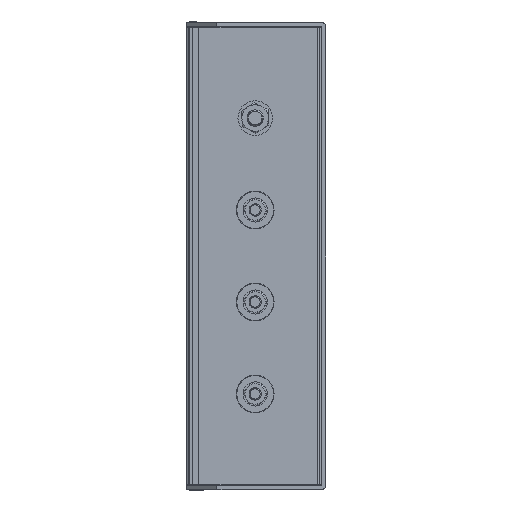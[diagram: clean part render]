
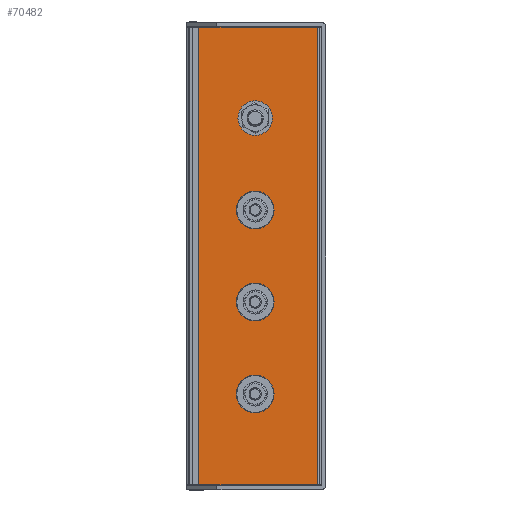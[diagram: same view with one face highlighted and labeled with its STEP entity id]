
A CAD part, left-side view. The second image highlights one B-rep face of the part: STEP entity #70482.
In plain terms, the highlighted planar face has unit normal (-1, 0, 0).
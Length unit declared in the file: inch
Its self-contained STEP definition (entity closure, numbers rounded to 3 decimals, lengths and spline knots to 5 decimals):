
#281 = ORIENTED_EDGE ( 'NONE', *, *, #56648, .F. ) ;
#1002 = CARTESIAN_POINT ( 'NONE',  ( 1.76378, 0.15748, -0.09843 ) ) ;
#1173 = CARTESIAN_POINT ( 'NONE',  ( 1.76378, 1.35827, -7.34646 ) ) ;
#1712 = VERTEX_POINT ( 'NONE', #6245 ) ;
#2357 = FACE_OUTER_BOUND ( 'NONE', #33810, .T. ) ;
#2449 = AXIS2_PLACEMENT_3D ( 'NONE', #54668, #12606, #37499 ) ;
#4930 = DIRECTION ( 'NONE',  ( 0., 1., 0. ) ) ;
#5169 = VERTEX_POINT ( 'NONE', #40855 ) ;
#5943 = CARTESIAN_POINT ( 'NONE',  ( 1.76378, 1.35827, -2.00787 ) ) ;
#6215 = LINE ( 'NONE', #67117, #33737 ) ;
#6245 = CARTESIAN_POINT ( 'NONE',  ( 1.76378, 1.35827, -3.44094 ) ) ;
#6480 = VERTEX_POINT ( 'NONE', #31706 ) ;
#8153 = AXIS2_PLACEMENT_3D ( 'NONE', #32953, #39304, #68880 ) ;
#8442 = DIRECTION ( 'NONE',  ( 1., 0., 0. ) ) ;
#9234 = EDGE_CURVE ( 'NONE', #67361, #1712, #58002, .T. ) ;
#10451 = EDGE_LOOP ( 'NONE', ( #34241, #23831 ) ) ;
#11730 = CARTESIAN_POINT ( 'NONE',  ( 1.76378, 0.12598, -0.09843 ) ) ;
#12208 = AXIS2_PLACEMENT_3D ( 'NONE', #15294, #16322, #33585 ) ;
#12606 = DIRECTION ( 'NONE',  ( 1., 0., 0. ) ) ;
#14723 = CIRCLE ( 'NONE', #12208, 0.15748 ) ;
#15294 = CARTESIAN_POINT ( 'NONE',  ( 1.76378, 1.35827, -1.85039 ) ) ;
#16322 = DIRECTION ( 'NONE',  ( 1., 0., 0. ) ) ;
#16991 = DIRECTION ( 'NONE',  ( 0., -1., 0. ) ) ;
#17153 = CARTESIAN_POINT ( 'NONE',  ( 1.76378, 2.55906, -8.91732 ) ) ;
#18178 = AXIS2_PLACEMENT_3D ( 'NONE', #63959, #27950, #46249 ) ;
#18489 = CIRCLE ( 'NONE', #31460, 0.1811 ) ;
#21424 = AXIS2_PLACEMENT_3D ( 'NONE', #51865, #52649, #39733 ) ;
#22563 = PLANE ( 'NONE',  #77026 ) ;
#23831 = ORIENTED_EDGE ( 'NONE', *, *, #32795, .T. ) ;
#25033 = DIRECTION ( 'NONE',  ( 1., 0., 0. ) ) ;
#25105 = CARTESIAN_POINT ( 'NONE',  ( 1.76378, 1.35827, -7.16535 ) ) ;
#27950 = DIRECTION ( 'NONE',  ( 1., 0., 0. ) ) ;
#28165 = CIRCLE ( 'NONE', #2449, 0.1811 ) ;
#28873 = FACE_BOUND ( 'NONE', #45015, .T. ) ;
#29789 = FACE_BOUND ( 'NONE', #49730, .T. ) ;
#31129 = DIRECTION ( 'NONE',  ( 0., 0., 1. ) ) ;
#31412 = CARTESIAN_POINT ( 'NONE',  ( 1.76378, 1.35827, -3.62205 ) ) ;
#31460 = AXIS2_PLACEMENT_3D ( 'NONE', #33579, #57360, #75804 ) ;
#31706 = CARTESIAN_POINT ( 'NONE',  ( 1.76378, 1.35827, -1.69291 ) ) ;
#32319 = ORIENTED_EDGE ( 'NONE', *, *, #49233, .F. ) ;
#32795 = EDGE_CURVE ( 'NONE', #54961, #43658, #51247, .T. ) ;
#32953 = CARTESIAN_POINT ( 'NONE',  ( 1.76378, 1.35827, -1.85039 ) ) ;
#33579 = CARTESIAN_POINT ( 'NONE',  ( 1.76378, 1.35827, -5.3937 ) ) ;
#33585 = DIRECTION ( 'NONE',  ( 0., 0., 1. ) ) ;
#33737 = VECTOR ( 'NONE', #37011, 39.37008 ) ;
#33810 = EDGE_LOOP ( 'NONE', ( #52531, #76902, #32319, #281 ) ) ;
#34229 = EDGE_CURVE ( 'NONE', #43658, #54961, #77429, .T. ) ;
#34241 = ORIENTED_EDGE ( 'NONE', *, *, #34229, .T. ) ;
#35489 = FACE_BOUND ( 'NONE', #44887, .T. ) ;
#36751 = EDGE_CURVE ( 'NONE', #1712, #67361, #38074, .T. ) ;
#37011 = DIRECTION ( 'NONE',  ( 0., 0., -1. ) ) ;
#37135 = LINE ( 'NONE', #72825, #66466 ) ;
#37499 = DIRECTION ( 'NONE',  ( 0., 0., 1. ) ) ;
#38074 = CIRCLE ( 'NONE', #21424, 0.1811 ) ;
#39304 = DIRECTION ( 'NONE',  ( 1., 0., 0. ) ) ;
#39733 = DIRECTION ( 'NONE',  ( 0., 0., 1. ) ) ;
#39827 = ORIENTED_EDGE ( 'NONE', *, *, #69826, .T. ) ;
#40065 = EDGE_CURVE ( 'NONE', #5169, #73405, #6215, .T. ) ;
#40414 = CARTESIAN_POINT ( 'NONE',  ( 1.76378, 0.12598, -8.91732 ) ) ;
#40855 = CARTESIAN_POINT ( 'NONE',  ( 1.76378, 2.55906, -0.09843 ) ) ;
#41830 = EDGE_CURVE ( 'NONE', #6480, #62906, #14723, .T. ) ;
#42797 = ORIENTED_EDGE ( 'NONE', *, *, #69120, .T. ) ;
#43594 = CARTESIAN_POINT ( 'NONE',  ( 1.76378, 1.35827, -5.2126 ) ) ;
#43658 = VERTEX_POINT ( 'NONE', #70567 ) ;
#44205 = VECTOR ( 'NONE', #4930, 39.37008 ) ;
#44887 = EDGE_LOOP ( 'NONE', ( #46799, #58165 ) ) ;
#45015 = EDGE_LOOP ( 'NONE', ( #39827, #42797 ) ) ;
#45293 = CARTESIAN_POINT ( 'NONE',  ( 1.76378, 0.15748, -0.09843 ) ) ;
#46249 = DIRECTION ( 'NONE',  ( 0., 0., 1. ) ) ;
#46799 = ORIENTED_EDGE ( 'NONE', *, *, #41830, .T. ) ;
#48529 = DIRECTION ( 'NONE',  ( 0., -1., 0. ) ) ;
#49233 = EDGE_CURVE ( 'NONE', #52060, #73405, #68665, .T. ) ;
#49730 = EDGE_LOOP ( 'NONE', ( #66625, #64320 ) ) ;
#50741 = DIRECTION ( 'NONE',  ( 0., 0., 1. ) ) ;
#51247 = CIRCLE ( 'NONE', #18178, 0.1811 ) ;
#51865 = CARTESIAN_POINT ( 'NONE',  ( 1.76378, 1.35827, -3.62205 ) ) ;
#52060 = VERTEX_POINT ( 'NONE', #70066 ) ;
#52531 = ORIENTED_EDGE ( 'NONE', *, *, #62814, .F. ) ;
#52649 = DIRECTION ( 'NONE',  ( 1., 0., 0. ) ) ;
#53952 = VECTOR ( 'NONE', #73434, 39.37008 ) ;
#54668 = CARTESIAN_POINT ( 'NONE',  ( 1.76378, 1.35827, -5.3937 ) ) ;
#54961 = VERTEX_POINT ( 'NONE', #1173 ) ;
#55877 = LINE ( 'NONE', #1002, #53952 ) ;
#56648 = EDGE_CURVE ( 'NONE', #63586, #52060, #55877, .T. ) ;
#56968 = VERTEX_POINT ( 'NONE', #64190 ) ;
#57360 = DIRECTION ( 'NONE',  ( 1., 0., 0. ) ) ;
#58002 = CIRCLE ( 'NONE', #67062, 0.1811 ) ;
#58165 = ORIENTED_EDGE ( 'NONE', *, *, #70218, .T. ) ;
#58352 = VERTEX_POINT ( 'NONE', #43594 ) ;
#58652 = CARTESIAN_POINT ( 'NONE',  ( 1.76378, 1.35827, -3.80315 ) ) ;
#62814 = EDGE_CURVE ( 'NONE', #5169, #63586, #37135, .T. ) ;
#62906 = VERTEX_POINT ( 'NONE', #5943 ) ;
#63586 = VERTEX_POINT ( 'NONE', #45293 ) ;
#63959 = CARTESIAN_POINT ( 'NONE',  ( 1.76378, 1.35827, -7.16535 ) ) ;
#64190 = CARTESIAN_POINT ( 'NONE',  ( 1.76378, 1.35827, -5.5748 ) ) ;
#64320 = ORIENTED_EDGE ( 'NONE', *, *, #9234, .T. ) ;
#66466 = VECTOR ( 'NONE', #48529, 39.37008 ) ;
#66625 = ORIENTED_EDGE ( 'NONE', *, *, #36751, .T. ) ;
#67062 = AXIS2_PLACEMENT_3D ( 'NONE', #31412, #25033, #31129 ) ;
#67117 = CARTESIAN_POINT ( 'NONE',  ( 1.76378, 2.55906, -0.09843 ) ) ;
#67361 = VERTEX_POINT ( 'NONE', #58652 ) ;
#67710 = CIRCLE ( 'NONE', #8153, 0.15748 ) ;
#68665 = LINE ( 'NONE', #40414, #44205 ) ;
#68880 = DIRECTION ( 'NONE',  ( 0., 0., 1. ) ) ;
#69120 = EDGE_CURVE ( 'NONE', #56968, #58352, #28165, .T. ) ;
#69826 = EDGE_CURVE ( 'NONE', #58352, #56968, #18489, .T. ) ;
#70066 = CARTESIAN_POINT ( 'NONE',  ( 1.76378, 0.15748, -8.91732 ) ) ;
#70218 = EDGE_CURVE ( 'NONE', #62906, #6480, #67710, .T. ) ;
#70482 = ADVANCED_FACE ( 'NONE', ( #29789, #28873, #77991, #35489, #2357 ), #22563, .T. ) ;
#70567 = CARTESIAN_POINT ( 'NONE',  ( 1.76378, 1.35827, -6.98425 ) ) ;
#71472 = DIRECTION ( 'NONE',  ( -1., 0., 0. ) ) ;
#72825 = CARTESIAN_POINT ( 'NONE',  ( 1.76378, 2.6378, -0.09843 ) ) ;
#73405 = VERTEX_POINT ( 'NONE', #17153 ) ;
#73434 = DIRECTION ( 'NONE',  ( 0., 0., -1. ) ) ;
#75804 = DIRECTION ( 'NONE',  ( 0., 0., 1. ) ) ;
#76902 = ORIENTED_EDGE ( 'NONE', *, *, #40065, .T. ) ;
#77026 = AXIS2_PLACEMENT_3D ( 'NONE', #11730, #71472, #16991 ) ;
#77429 = CIRCLE ( 'NONE', #77492, 0.1811 ) ;
#77492 = AXIS2_PLACEMENT_3D ( 'NONE', #25105, #8442, #50741 ) ;
#77991 = FACE_BOUND ( 'NONE', #10451, .T. ) ;
